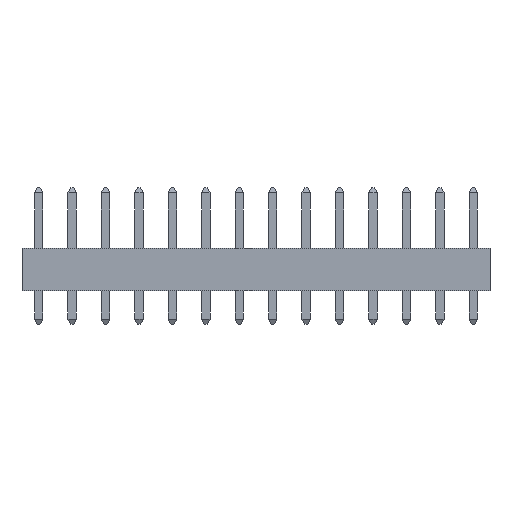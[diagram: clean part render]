
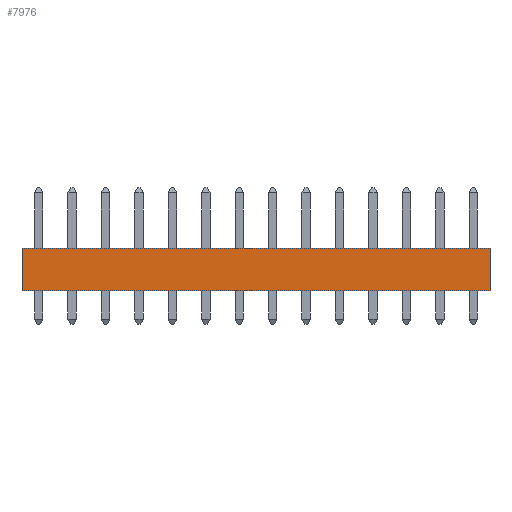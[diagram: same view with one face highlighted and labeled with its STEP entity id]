
A CAD part, front view. The second image highlights one B-rep face of the part: STEP entity #7976.
In plain terms, the highlighted planar face has unit normal (0, -1, 0).
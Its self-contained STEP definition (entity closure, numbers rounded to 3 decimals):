
#7853 = CARTESIAN_POINT ( 'NONE',  ( 27., -1., 0. ) ) ;
#7854 = VERTEX_POINT ( 'NONE', #7853 ) ;
#7871 = CARTESIAN_POINT ( 'NONE',  ( 27., -1., 2.54 ) ) ;
#7872 = VERTEX_POINT ( 'NONE', #7871 ) ;
#7879 = CARTESIAN_POINT ( 'NONE',  ( 27., -1., 2.54 ) ) ;
#7880 = DIRECTION ( 'NONE',  ( 0., 0., -1. ) ) ;
#7881 = VECTOR ( 'NONE', #7880, 1000. ) ;
#7882 = LINE ( 'NONE', #7879, #7881 ) ;
#7883 = EDGE_CURVE ( 'NONE', #7872, #7854, #7882, .T. ) ;
#7924 = CARTESIAN_POINT ( 'NONE',  ( -1., -1., 0. ) ) ;
#7925 = VERTEX_POINT ( 'NONE', #7924 ) ;
#7932 = CARTESIAN_POINT ( 'NONE',  ( -1., -1., 2.54 ) ) ;
#7933 = VERTEX_POINT ( 'NONE', #7932 ) ;
#7934 = CARTESIAN_POINT ( 'NONE',  ( -1., -1., 2.54 ) ) ;
#7935 = DIRECTION ( 'NONE',  ( 0., 0., -1. ) ) ;
#7936 = VECTOR ( 'NONE', #7935, 1000. ) ;
#7937 = LINE ( 'NONE', #7934, #7936 ) ;
#7938 = EDGE_CURVE ( 'NONE', #7933, #7925, #7937, .T. ) ;
#7955 = CARTESIAN_POINT ( 'NONE',  ( -1., -1., 0. ) ) ;
#7956 = DIRECTION ( 'NONE',  ( 1., 0., 0. ) ) ;
#7957 = VECTOR ( 'NONE', #7956, 1000. ) ;
#7958 = LINE ( 'NONE', #7955, #7957 ) ;
#7959 = EDGE_CURVE ( 'NONE', #7925, #7854, #7958, .T. ) ;
#7960 = ORIENTED_EDGE ( 'NONE', *, *, #7959, .T. ) ;
#7961 = ORIENTED_EDGE ( 'NONE', *, *, #7883, .F. ) ;
#7962 = CARTESIAN_POINT ( 'NONE',  ( -1., -1., 2.54 ) ) ;
#7963 = DIRECTION ( 'NONE',  ( 1., 0., 0. ) ) ;
#7964 = VECTOR ( 'NONE', #7963, 1000. ) ;
#7965 = LINE ( 'NONE', #7962, #7964 ) ;
#7966 = EDGE_CURVE ( 'NONE', #7933, #7872, #7965, .T. ) ;
#7967 = ORIENTED_EDGE ( 'NONE', *, *, #7966, .F. ) ;
#7968 = ORIENTED_EDGE ( 'NONE', *, *, #7938, .T. ) ;
#7969 = EDGE_LOOP ( 'NONE', ( #7960, #7961, #7967, #7968 ) ) ;
#7970 = FACE_OUTER_BOUND ( 'NONE', #7969, .T. ) ;
#7971 = CARTESIAN_POINT ( 'NONE',  ( -1., -1., 2.54 ) ) ;
#7972 = DIRECTION ( 'NONE',  ( 0., 1., 0. ) ) ;
#7973 = DIRECTION ( 'NONE',  ( -1., 0., 0. ) ) ;
#7974 = AXIS2_PLACEMENT_3D ( 'NONE', #7971, #7972, #7973 ) ;
#7975 = PLANE ( 'NONE', #7974 ) ;
#7976 = ADVANCED_FACE ( 'NONE', ( #7970 ), #7975, .F. ) ;
